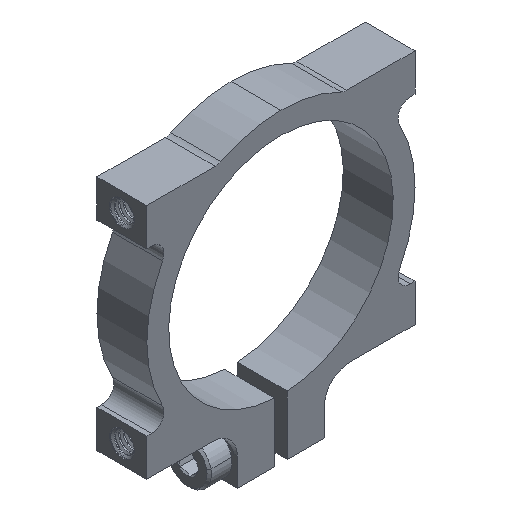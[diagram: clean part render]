
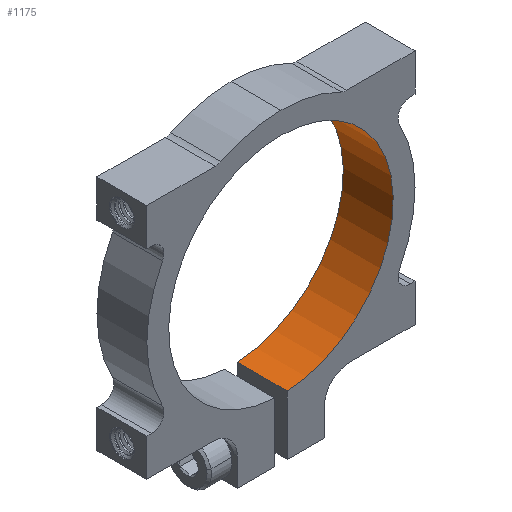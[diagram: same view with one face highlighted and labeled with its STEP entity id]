
A CAD part, isometric view. The second image highlights one B-rep face of the part: STEP entity #1175.
In plain terms, the highlighted cylindrical face has radius 18 mm (diameter 36 mm), a partial arc.
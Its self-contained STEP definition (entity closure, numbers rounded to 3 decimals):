
#245 = FACE_OUTER_BOUND ( 'NONE', #20924, .T. ) ;
#696 = CARTESIAN_POINT ( 'NONE',  ( 0., 4., 0. ) ) ;
#1095 = CARTESIAN_POINT ( 'NONE',  ( 1., 4., -17.972 ) ) ;
#1175 = ADVANCED_FACE ( 'NONE', ( #245 ), #23669, .F. ) ;
#1176 = AXIS2_PLACEMENT_3D ( 'NONE', #20274, #22683, #3554 ) ;
#3114 = DIRECTION ( 'NONE',  ( 0., 0., 1. ) ) ;
#3285 = VECTOR ( 'NONE', #5998, 1000. ) ;
#3554 = DIRECTION ( 'NONE',  ( 0., 0., 1. ) ) ;
#4270 = ORIENTED_EDGE ( 'NONE', *, *, #24339, .T. ) ;
#5347 = VERTEX_POINT ( 'NONE', #15610 ) ;
#5821 = CARTESIAN_POINT ( 'NONE',  ( 1., -4., -17.972 ) ) ;
#5998 = DIRECTION ( 'NONE',  ( 0., 1., 0. ) ) ;
#6630 = ORIENTED_EDGE ( 'NONE', *, *, #30108, .T. ) ;
#8427 = DIRECTION ( 'NONE',  ( 0., 1., 0. ) ) ;
#8875 = CARTESIAN_POINT ( 'NONE',  ( 0., -4., 0. ) ) ;
#13229 = DIRECTION ( 'NONE',  ( 0., 0., 1. ) ) ;
#14933 = CARTESIAN_POINT ( 'NONE',  ( 0., -4., 18. ) ) ;
#15088 = VECTOR ( 'NONE', #8427, 1000. ) ;
#15610 = CARTESIAN_POINT ( 'NONE',  ( 1., -4., -17.972 ) ) ;
#15768 = LINE ( 'NONE', #30153, #3285 ) ;
#16198 = DIRECTION ( 'NONE',  ( 0., 1., 0. ) ) ;
#16685 = AXIS2_PLACEMENT_3D ( 'NONE', #696, #30032, #3114 ) ;
#19072 = EDGE_CURVE ( 'NONE', #27855, #5347, #21181, .T. ) ;
#20165 = CIRCLE ( 'NONE', #16685, 18. ) ;
#20274 = CARTESIAN_POINT ( 'NONE',  ( 0., -4., 0. ) ) ;
#20924 = EDGE_LOOP ( 'NONE', ( #21361, #4270, #6630, #31281 ) ) ;
#21181 = CIRCLE ( 'NONE', #29491, 18. ) ;
#21361 = ORIENTED_EDGE ( 'NONE', *, *, #19072, .F. ) ;
#21666 = EDGE_CURVE ( 'NONE', #5347, #24858, #21867, .T. ) ;
#21867 = LINE ( 'NONE', #5821, #15088 ) ;
#22062 = VERTEX_POINT ( 'NONE', #27060 ) ;
#22683 = DIRECTION ( 'NONE',  ( 0., 1., 0. ) ) ;
#23669 = CYLINDRICAL_SURFACE ( 'NONE', #1176, 18. ) ;
#24339 = EDGE_CURVE ( 'NONE', #27855, #22062, #15768, .T. ) ;
#24858 = VERTEX_POINT ( 'NONE', #1095 ) ;
#27060 = CARTESIAN_POINT ( 'NONE',  ( 0., 4., 18. ) ) ;
#27855 = VERTEX_POINT ( 'NONE', #14933 ) ;
#29491 = AXIS2_PLACEMENT_3D ( 'NONE', #8875, #16198, #13229 ) ;
#30032 = DIRECTION ( 'NONE',  ( 0., 1., 0. ) ) ;
#30108 = EDGE_CURVE ( 'NONE', #22062, #24858, #20165, .T. ) ;
#30153 = CARTESIAN_POINT ( 'NONE',  ( 0., -4., 18. ) ) ;
#31281 = ORIENTED_EDGE ( 'NONE', *, *, #21666, .F. ) ;
